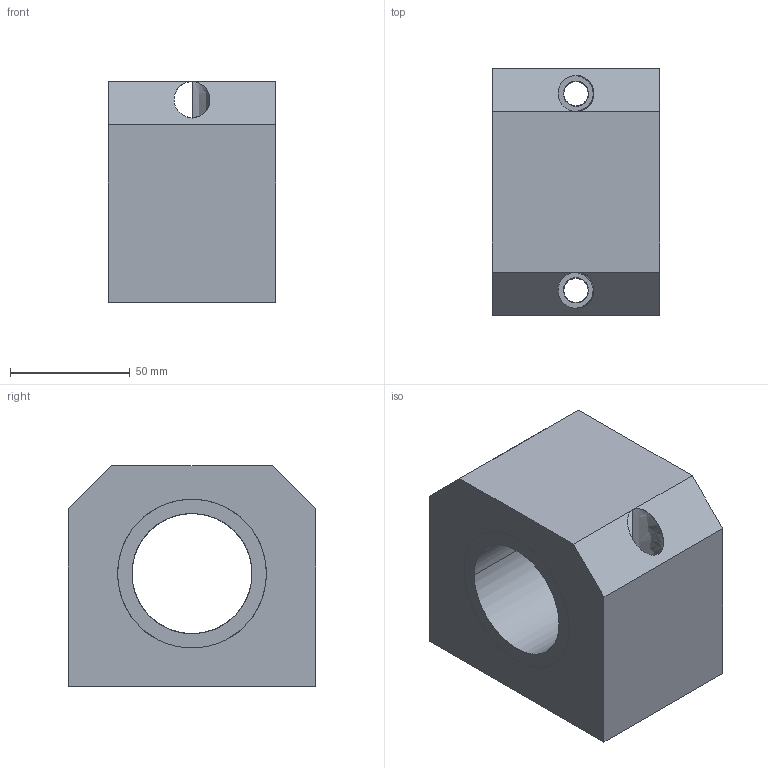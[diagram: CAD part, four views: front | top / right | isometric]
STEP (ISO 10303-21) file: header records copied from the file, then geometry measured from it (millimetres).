
FILE_DESCRIPTION ((), '1');
FILE_NAME ('AG27-250.stp', '2018-12-14T15:19:53', ('Unknown'), ('Unknown'), 'HarmonyWare STEP v2.0.5', 'Vectorworks', '');
FILE_SCHEMA (('CONFIG_CONTROL_DESIGN'));
Length unit declared in the file: millimetre
Products named in the file (31): NONE
Assembly tree (30 placements, depth 2):
  NONE
    NONE
    NONE
    NONE
    NONE
    NONE
    NONE
    NONE
    NONE
    NONE
    NONE
    NONE
    NONE
    NONE
    NONE
    NONE
    NONE
    NONE
    NONE
    NONE
    NONE
    NONE
    NONE
    NONE
    NONE
    NONE
    NONE
    NONE
    NONE
    NONE
    NONE
Bounding box: 70 x 103 x 92 mm (x, y, z)
Surface area: 55461.3 mm2 (no closed solid volume)
Topology: 0 solids, 30 shells, 30 faces, 138 edges, 136 vertices
Faces by surface type: bspline 30
Entity records: 6815 total; most frequent: CARTESIAN_POINT 2180, PERSON 308, ORGANIZATION 308, PERSON_AND_ORGANIZATION 308, CALENDAR_DATE 215, COORDINATED_UNIVERSAL_TIME_OFFSET 215, LOCAL_TIME 215, DATE_AND_TIME 215
